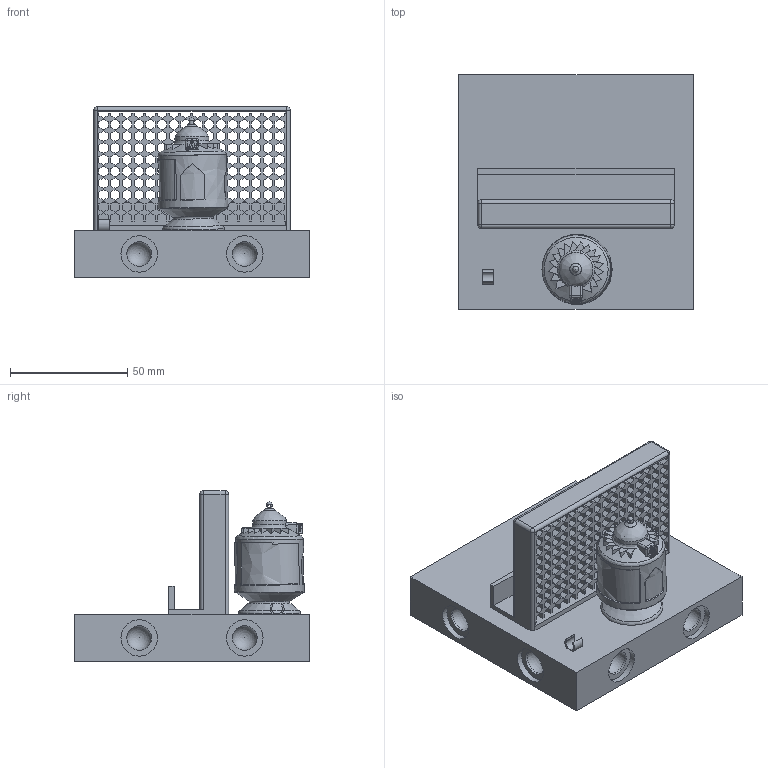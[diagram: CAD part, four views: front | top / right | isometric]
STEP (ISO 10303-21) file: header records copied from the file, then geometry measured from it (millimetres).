
FILE_DESCRIPTION(/* description */ (''),/* implementation_level */ '2;1');
FILE_NAME(/* name */ 'phoneholderv2.step',/* time_stamp */ '2025-08-14T21:41:11-04:00',/* author */ (''),/* organization */ (''),/* preprocessor_version */ 'ST-DEVELOPER v20.1',/* originating_system */ 'Autodesk Translation Framework v14.10.0.0',/* authorisation */ '');
FILE_SCHEMA (('AUTOMOTIVE_DESIGN { 1 0 10303 214 3 1 1 }'));
Products named in the file (3): tile; 2025-07-30-18-22-19-022; Fanoos Egyptian Lantern v1
Assembly tree (2 placements, depth 2):
  tile
    2025-07-30-18-22-19-022
    Fanoos Egyptian Lantern v1
Bounding box: 100 x 100 x 72.76 mm (x, y, z)
Volume: 189554 mm3; surface area: 82043.7 mm2
Topology: 4 solids, 47 shells, 1478 faces, 4123 edges, 2735 vertices
Faces by surface type: plane 1230, bspline 166, cylinder 37, cone 29, sphere 14, torus 2
Full cylindrical faces by diameter (mm): 1.372 x1, 10.5 x8, 15.5 x8, 17.145 x1
Entity records: 52438 total; most frequent: CARTESIAN_POINT 15865, ORIENTED_EDGE 8208, DIRECTION 6284, EDGE_CURVE 4104, LINE 3284, VECTOR 3284, VERTEX_POINT 2735, EDGE_LOOP 1763
